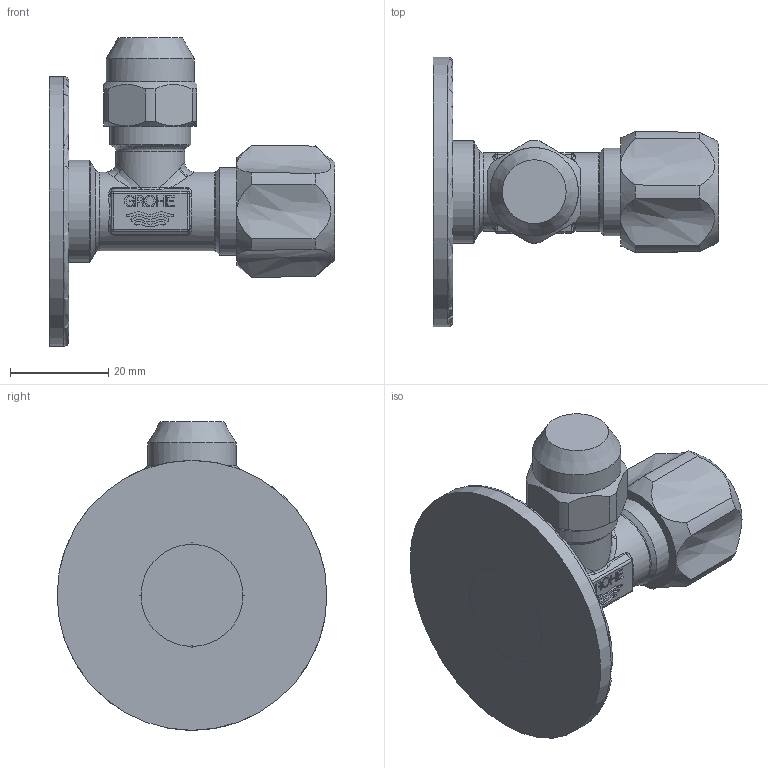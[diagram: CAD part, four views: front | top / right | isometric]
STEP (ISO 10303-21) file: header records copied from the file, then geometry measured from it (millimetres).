
FILE_DESCRIPTION(/* description */ ('Unknown'),/* implementation_level */ '2;1');
FILE_NAME(/* name */ '22018000',/* time_stamp */ '2022-09-01T10:32:41+02:00',/* author */ ('Unknown'),/* organization */ ('GROHE AG'),/* preprocessor_version */ 'ST-DEVELOPER v16.7',/* originating_system */ 'DEX',/* authorisation */ $);
FILE_SCHEMA (('AUTOMOTIVE_DESIGN {1 0 10303 214 3 1 1}'));
Length unit declared in the file: millimetre
Products named in the file (5): 22018000; SL136.07; SL031.255; SL001.RPR 0215 H34-2; SL094.01 RPR0215
Assembly tree (4 placements, depth 2):
  22018000
    SL136.07
    SL031.255
    SL001.RPR 0215 H34-2
    SL094.01 RPR0215
Bounding box: 58.18 x 55 x 62.9 mm (x, y, z)
Volume: 28121.2 mm3; surface area: 20403.9 mm2
Topology: 4 solids, 7 shells, 406 faces, 1089 edges, 704 vertices
Faces by surface type: plane 229, cylinder 84, bspline 36, cone 34, torus 15, sphere 8
Full cylindrical faces by diameter (mm): 8 x2, 11.7 x1, 12 x1, 12.4 x1, 13.1 x1, 14 x1, 15.3 x1, 16 x1, 16.45 x1, 17.8 x1, 18 x1, 20.8 x1, 55 x1
Entity records: 14547 total; most frequent: CARTESIAN_POINT 4970, ORIENTED_EDGE 2056, DIRECTION 1738, EDGE_CURVE 1028, VERTEX_POINT 692, LINE 614, VECTOR 614, AXIS2_PLACEMENT_3D 562
